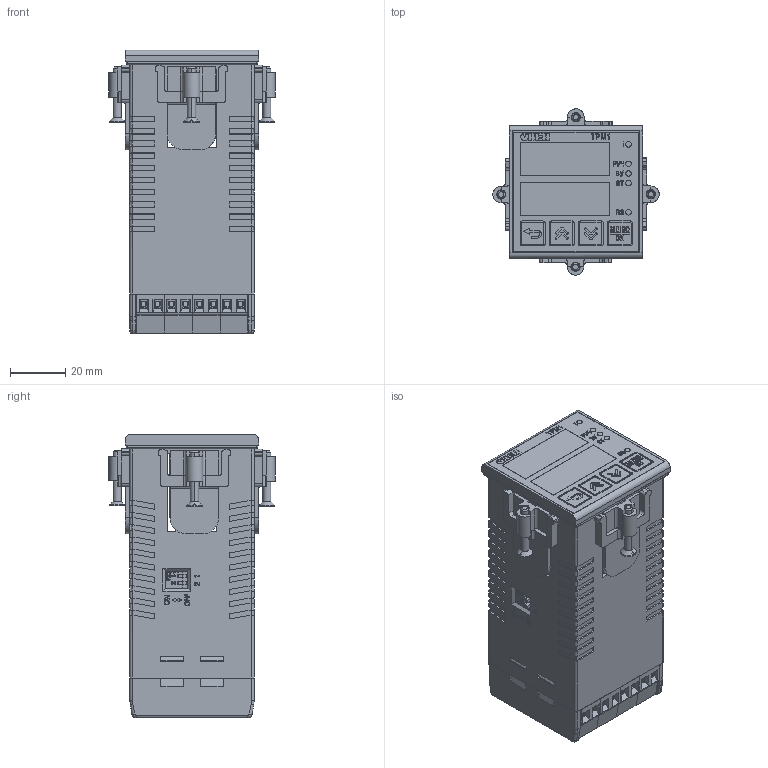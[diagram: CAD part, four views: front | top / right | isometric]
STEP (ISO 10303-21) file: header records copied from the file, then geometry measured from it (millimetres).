
FILE_DESCRIPTION (( 'STEP AP214' ), '1' );
FILE_NAME ('3D ������ ���1-�5.�2.�.RS.STEP', '2021-02-27T09:25:17', ( '' ), ( '' ), 'SwSTEP 2.0', 'SolidWorks 2015', '' );
FILE_SCHEMA (( 'AUTOMOTIVE_DESIGN' ));
Length unit declared in the file: millimetre
Products named in the file (13): 罘･ｫ 茯ｪ癶箘燿_00; ™5_00; 3D ������ ���1-�5.�2.�.RS; 姭ガ瑺_prt_00; 完牘聶; Šàëèª _«; 娻腓獱_00; 笄｡ｫｨ遯_00; ������� 㯫�⭨⥫쭠�; ���誠_�; DIP-¯¥à¥ª«îç â¥«ì; ‚¨­â ä¨ªá â®à ; 敤犫
Assembly tree (22 placements, depth 3):
  3D ������ ���1-�5.�2.�.RS
    完牘聶
    ������� 㯫�⭨⥫쭠�
    姭ガ瑺_prt_00  x8
    罘･ｫ 茯ｪ癶箘燿_00  x4
      敤犫
      ‚¨­â ä¨ªá â®à 
    DIP-¯¥à¥ª«îç â¥«ì
    娻腓獱_00
      Šàëèª _«
      ���誠_�
    笄｡ｫｨ遯_00
    ™5_00
Bounding box: 59.99 x 59.99 x 102.4 mm (x, y, z)
Volume: 51491.1 mm3; surface area: 75628.1 mm2
Topology: 39 solids, 39 shells, 9177 faces, 25914 edges, 17038 vertices
Faces by surface type: plane 8225, cylinder 508, bspline 272, torus 112, cone 60
Entity records: 309483 total; most frequent: CARTESIAN_POINT 49246, ORIENTED_EDGE 41944, DIRECTION 34462, EDGE_CURVE 20972, LINE 19938, VECTOR 19938, VERTEX_POINT 13882, EDGE_LOOP 7502
